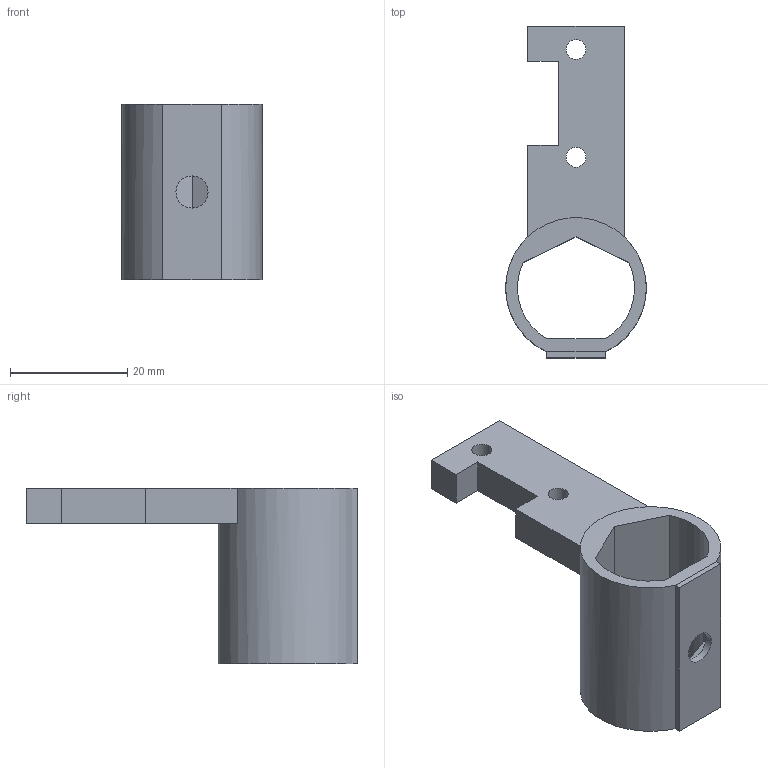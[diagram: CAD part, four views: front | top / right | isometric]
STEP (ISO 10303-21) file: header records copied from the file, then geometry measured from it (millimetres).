
FILE_DESCRIPTION(('FreeCAD Model'),'2;1');
FILE_NAME('Open CASCADE Shape Model','2024-01-19T17:31:39',(''),(''), 'Open CASCADE STEP processor 7.6','FreeCAD','Unknown');
FILE_SCHEMA(('AUTOMOTIVE_DESIGN { 1 0 10303 214 1 1 1 1 }'));
Length unit declared in the file: millimetre
Products named in the file (1): RingBLTouch
Bounding box: 24 x 56.63 x 30 mm (x, y, z)
Volume: 8128.9 mm3; surface area: 6049.2 mm2
Topology: 1 solids, 1 shells, 32 faces, 81 edges, 52 vertices
Faces by surface type: plane 26, cylinder 6
Full cylindrical faces by diameter (mm): 3.4 x2, 5.5 x1
Entity records: 990 total; most frequent: CARTESIAN_POINT 166, DIRECTION 162, ORIENTED_EDGE 162, EDGE_CURVE 81, LINE 66, VECTOR 66, VERTEX_POINT 52, AXIS2_PLACEMENT_3D 48
